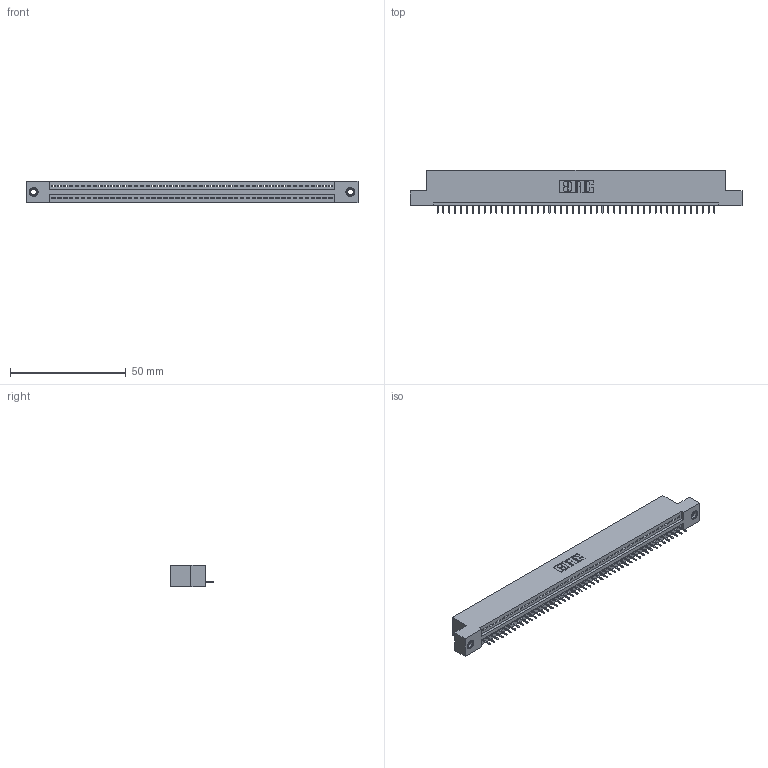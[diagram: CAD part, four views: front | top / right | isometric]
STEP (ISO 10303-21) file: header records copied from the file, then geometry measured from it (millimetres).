
FILE_DESCRIPTION (( 'STEP AP203' ), '1' );
FILE_NAME ('895-048-525-107.STEP', '2020-09-27T07:15:34', ( '' ), ( '' ), 'SwSTEP 2.0', 'SolidWorks 2020', '' );
FILE_SCHEMA (( 'CONFIG_CONTROL_DESIGN' ));
Length unit declared in the file: inch
Products named in the file (4): 895-048-525-107; 845 Part_Flush Mounting Lugs - 0.156 Dia-TI; 345-250-001_345-250-005-103; 345-292-001_345-293-125
Assembly tree (51 placements, depth 2):
  895-048-525-107
    845 Part_Flush Mounting Lugs - 0.156 Dia-TI
    345-292-001_345-293-125  x48
    345-250-001_345-250-005-103  x2
Bounding box: 143.13 x 18.72 x 9.4 mm (x, y, z)
Volume: 13434.2 mm3; surface area: 17313.4 mm2
Topology: 51 solids, 51 shells, 3162 faces, 9117 edges, 5878 vertices
Faces by surface type: plane 2320, cylinder 826, cone 12, torus 4
Entity records: 36578 total; most frequent: CARTESIAN_POINT 6315, ORIENTED_EDGE 6290, DIRECTION 5535, EDGE_CURVE 3145, VECTOR 2805, LINE 2805, VERTEX_POINT 2088, AXIS2_PLACEMENT_3D 1365
